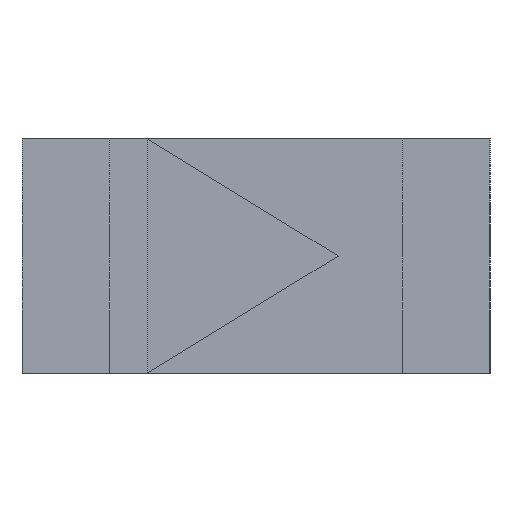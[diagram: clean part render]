
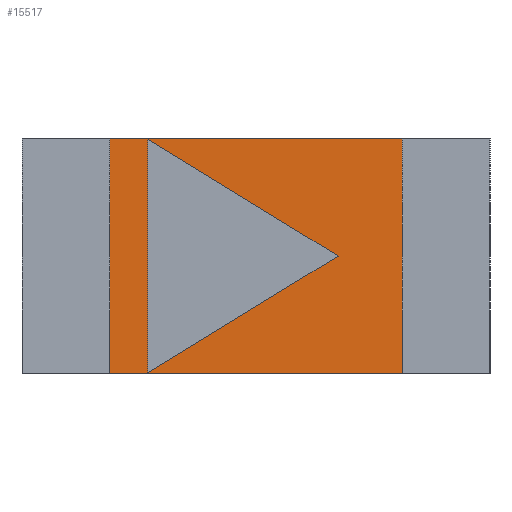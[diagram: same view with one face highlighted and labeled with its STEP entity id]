
A CAD part, front view. The second image highlights one B-rep face of the part: STEP entity #15517.
In plain terms, the highlighted planar face has unit normal (0, -1, 0).
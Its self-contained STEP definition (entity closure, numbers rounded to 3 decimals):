
#2223 = ORIENTED_EDGE ( 'NONE', *, *, #9831, .F. ) ;
#2578 = CARTESIAN_POINT ( 'NONE',  ( -0.5, -0.05, 0.4 ) ) ;
#2579 = CARTESIAN_POINT ( 'NONE',  ( 0.5, -0.05, 0.4 ) ) ;
#2710 = CARTESIAN_POINT ( 'NONE',  ( -0.5, -0.05, -0.4 ) ) ;
#2711 = CARTESIAN_POINT ( 'NONE',  ( 0.5, -0.05, -0.4 ) ) ;
#3491 = VECTOR ( 'NONE', #4846, 1000. ) ;
#3961 = VECTOR ( 'NONE', #16056, 1000. ) ;
#3965 = VECTOR ( 'NONE', #16075, 1000. ) ;
#3998 = VECTOR ( 'NONE', #16258, 1000. ) ;
#4844 = LINE ( 'NONE', #4845, #3491 ) ;
#4845 = CARTESIAN_POINT ( 'NONE',  ( -1.401, -0.05, 0.4 ) ) ;
#4846 = DIRECTION ( 'NONE',  ( -1., 0., 0. ) ) ;
#6410 = EDGE_LOOP ( 'NONE', ( #2223, #12195, #8740, #12192 ) ) ;
#8449 = EDGE_CURVE ( 'NONE', #13365, #13364, #4844, .T. ) ;
#8645 = FACE_OUTER_BOUND ( 'NONE', #6410, .T. ) ;
#8648 = AXIS2_PLACEMENT_3D ( 'NONE', #9705, #9706, #9707 ) ;
#8740 = ORIENTED_EDGE ( 'NONE', *, *, #8449, .T. ) ;
#9704 = PLANE ( 'NONE',  #8648 ) ;
#9705 = CARTESIAN_POINT ( 'NONE',  ( -1.401, -0.05, 0.4 ) ) ;
#9706 = DIRECTION ( 'NONE',  ( 0., -1., 0. ) ) ;
#9707 = DIRECTION ( 'NONE',  ( 0., 0., -1. ) ) ;
#9831 = EDGE_CURVE ( 'NONE', #13497, #13496, #16054, .T. ) ;
#9836 = EDGE_CURVE ( 'NONE', #13365, #13497, #16073, .T. ) ;
#9873 = EDGE_CURVE ( 'NONE', #13364, #13496, #16256, .T. ) ;
#12192 = ORIENTED_EDGE ( 'NONE', *, *, #9873, .T. ) ;
#12195 = ORIENTED_EDGE ( 'NONE', *, *, #9836, .F. ) ;
#13364 = VERTEX_POINT ( 'NONE', #2578 ) ;
#13365 = VERTEX_POINT ( 'NONE', #2579 ) ;
#13496 = VERTEX_POINT ( 'NONE', #2710 ) ;
#13497 = VERTEX_POINT ( 'NONE', #2711 ) ;
#15517 = ADVANCED_FACE ( 'NONE', ( #8645 ), #9704, .T. ) ;
#16054 = LINE ( 'NONE', #16055, #3961 ) ;
#16055 = CARTESIAN_POINT ( 'NONE',  ( -1.401, -0.05, -0.4 ) ) ;
#16056 = DIRECTION ( 'NONE',  ( -1., 0., 0. ) ) ;
#16073 = LINE ( 'NONE', #16074, #3965 ) ;
#16074 = CARTESIAN_POINT ( 'NONE',  ( 0.5, -0.05, 0.4 ) ) ;
#16075 = DIRECTION ( 'NONE',  ( 0., 0., -1. ) ) ;
#16256 = LINE ( 'NONE', #16257, #3998 ) ;
#16257 = CARTESIAN_POINT ( 'NONE',  ( -0.5, -0.05, 0.4 ) ) ;
#16258 = DIRECTION ( 'NONE',  ( 0., 0., -1. ) ) ;
